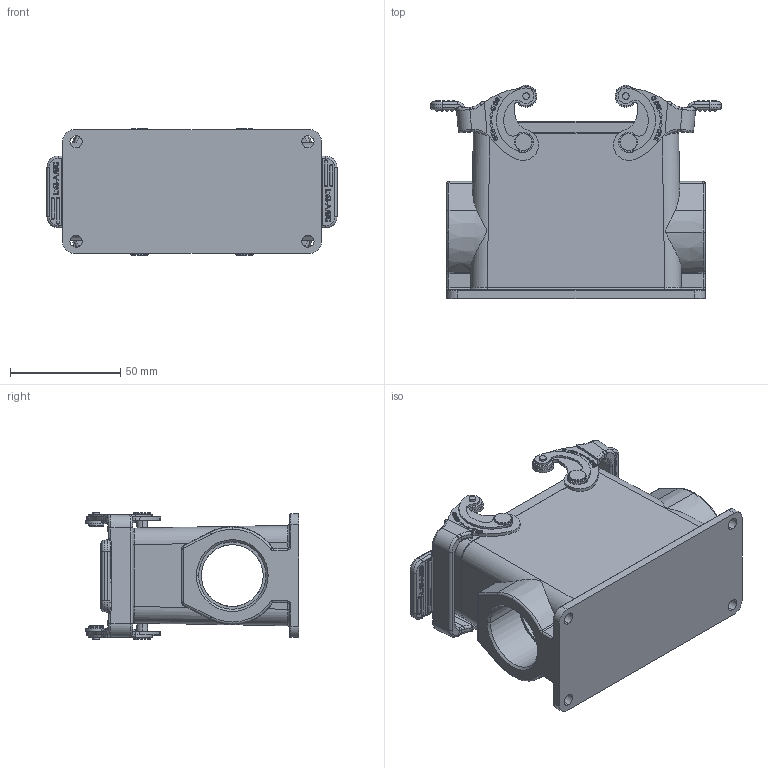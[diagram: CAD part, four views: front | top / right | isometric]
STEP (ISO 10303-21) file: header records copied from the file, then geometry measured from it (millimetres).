
FILE_DESCRIPTION((''),'2;1');
FILE_NAME('3D_1110162415024_H16B-MSFH-2L_S','2017-09-30T',('dm.li'),(''),'PRO/ENGINEER BY PARAMETRIC TECHNOLOGY CORPORATION, 2012480','PRO/ENGINEER BY PARAMETRIC TECHNOLOGY CORPORATION, 2012480','');
FILE_SCHEMA(('AUTOMOTIVE_DESIGN { 1 0 10303 214 1 1 1 1 }'));
Products named in the file (1): 3D_1110162415024_H16B-MSFH-2L_S
Bounding box: 131.4 x 96.5 x 57.5 mm (x, y, z)
Volume: 167709.6 mm3; surface area: 68095.3 mm2
Topology: 1 solids, 5 shells, 1444 faces, 3901 edges, 2585 vertices
Faces by surface type: plane 656, cylinder 368, extrusion 160, bspline 100, torus 82, cone 46, sphere 32
Entity records: 65915 total; most frequent: CARTESIAN_POINT 21787, ORIENTED_EDGE 7734, DIRECTION 6802, EDGE_CURVE 3875, VERTEX_POINT 2585, AXIS2_PLACEMENT_3D 2316, VECTOR 2170, LINE 2010
